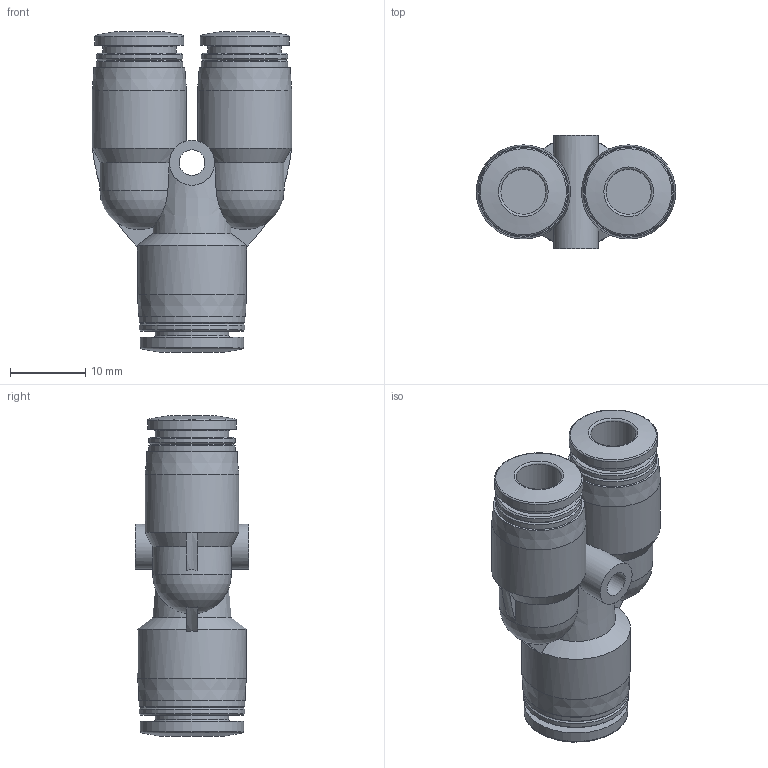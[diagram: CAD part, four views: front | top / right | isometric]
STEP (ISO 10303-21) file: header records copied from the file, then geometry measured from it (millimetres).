
FILE_DESCRIPTION(/* description */ ('STEP AP214'),/* implementation_level */ '2;1');
FILE_NAME(/* name */ '133125_NPQP-Y-Q8-Q6-FD-P10',/* time_stamp */ '2024-09-13T08:19:45+02:00',/* author */ ('License CC BY-ND 4.0'),/* organization */ ('CADENAS'),/* preprocessor_version */ 'ST-DEVELOPER v19.3',/* originating_system */ 'PARTsolutions',/* authorisation */ ' ');
FILE_SCHEMA (('AUTOMOTIVE_DESIGN {1 0 10303 214 3 1 1}'));
Length unit declared in the file: millimetre
Products named in the file (1): 133125 NPQP-Y-Q8-Q6-FD-P10
Bounding box: 26.5 x 15.1 x 42.6 mm (x, y, z)
Volume: 6317.6 mm3; surface area: 4671.9 mm2
Topology: 1 solids, 1 shells, 90 faces, 198 edges, 119 vertices
Faces by surface type: plane 30, cylinder 26, cone 23, torus 9, sphere 2
Full cylindrical faces by diameter (mm): 3.4 x1, 6 x3, 8 x1, 9.8 x3, 11.5 x4, 11.8 x2, 12.5 x2, 13.8 x1, 14 x2, 14.5 x1
Entity records: 2286 total; most frequent: CARTESIAN_POINT 487, DIRECTION 388, ORIENTED_EDGE 294, AXIS2_PLACEMENT_3D 184, EDGE_CURVE 147, EDGE_LOOP 146, FACE_BOUND 146, VERTEX_POINT 113
